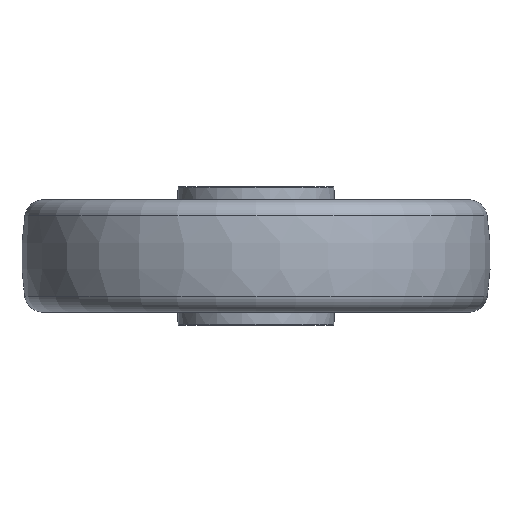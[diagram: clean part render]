
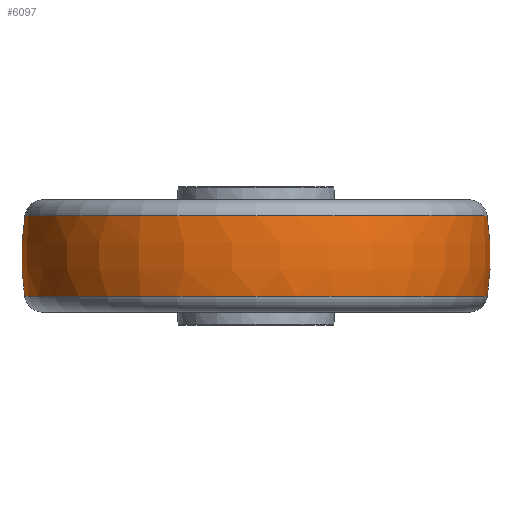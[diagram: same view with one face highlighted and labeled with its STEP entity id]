
A CAD part, front view. The second image highlights one B-rep face of the part: STEP entity #6097.
In plain terms, the highlighted toroidal (fillet/blend) face has major radius 15 mm and minor radius 140 mm.
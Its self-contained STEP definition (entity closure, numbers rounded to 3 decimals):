
#93 = CARTESIAN_POINT ( 'NONE',  ( 11.243, 6.185, 249.671 ) ) ;
#238 = DIRECTION ( 'NONE',  ( -1., 0., 0. ) ) ;
#507 = DIRECTION ( 'NONE',  ( 0., 0., 1. ) ) ;
#785 = DIRECTION ( 'NONE',  ( 0., 1., 0. ) ) ;
#1094 = CIRCLE ( 'NONE', #1847, 140. ) ;
#1207 = CIRCLE ( 'NONE', #6471, 123.393 ) ;
#1220 = DIRECTION ( 'NONE',  ( 0., 0., 1. ) ) ;
#1544 = CARTESIAN_POINT ( 'NONE',  ( 149.535, 6.185, 271.475 ) ) ;
#1614 = EDGE_CURVE ( 'NONE', #2424, #4323, #2085, .T. ) ;
#1847 = AXIS2_PLACEMENT_3D ( 'NONE', #2983, #785, #238 ) ;
#2085 = CIRCLE ( 'NONE', #6229, 123.292 ) ;
#2106 = CARTESIAN_POINT ( 'NONE',  ( 26.243, 6.185, 228.517 ) ) ;
#2328 = CARTESIAN_POINT ( 'NONE',  ( 26.243, 6.185, 249.671 ) ) ;
#2424 = VERTEX_POINT ( 'NONE', #5317 ) ;
#2574 = CIRCLE ( 'NONE', #6249, 140. ) ;
#2684 = ORIENTED_EDGE ( 'NONE', *, *, #7268, .T. ) ;
#2725 = CARTESIAN_POINT ( 'NONE',  ( -97.149, 6.185, 228.517 ) ) ;
#2959 = TOROIDAL_SURFACE ( 'NONE', #6236, -15., 140. ) ;
#2983 = CARTESIAN_POINT ( 'NONE',  ( 41.243, 6.185, 249.671 ) ) ;
#3359 = DIRECTION ( 'NONE',  ( 1., 0., 0. ) ) ;
#3404 = EDGE_CURVE ( 'NONE', #4415, #2424, #1094, .T. ) ;
#3649 = VERTEX_POINT ( 'NONE', #6641 ) ;
#3903 = FACE_OUTER_BOUND ( 'NONE', #6912, .T. ) ;
#3923 = CARTESIAN_POINT ( 'NONE',  ( 26.243, 6.185, 271.475 ) ) ;
#4323 = VERTEX_POINT ( 'NONE', #1544 ) ;
#4415 = VERTEX_POINT ( 'NONE', #2725 ) ;
#4440 = EDGE_CURVE ( 'NONE', #4415, #3649, #1207, .T. ) ;
#4653 = DIRECTION ( 'NONE',  ( 0., 0., -1. ) ) ;
#5317 = CARTESIAN_POINT ( 'NONE',  ( -97.048, 6.185, 271.475 ) ) ;
#5713 = DIRECTION ( 'NONE',  ( 1., 0., 0. ) ) ;
#5782 = ORIENTED_EDGE ( 'NONE', *, *, #4440, .T. ) ;
#6097 = ADVANCED_FACE ( 'NONE', ( #3903 ), #2959, .T. ) ;
#6120 = DIRECTION ( 'NONE',  ( 0., 0., 1. ) ) ;
#6229 = AXIS2_PLACEMENT_3D ( 'NONE', #3923, #507, #3359 ) ;
#6236 = AXIS2_PLACEMENT_3D ( 'NONE', #2328, #1220, #5713 ) ;
#6249 = AXIS2_PLACEMENT_3D ( 'NONE', #93, #6946, #4653 ) ;
#6338 = ORIENTED_EDGE ( 'NONE', *, *, #3404, .F. ) ;
#6432 = ORIENTED_EDGE ( 'NONE', *, *, #1614, .F. ) ;
#6471 = AXIS2_PLACEMENT_3D ( 'NONE', #2106, #6120, #6716 ) ;
#6641 = CARTESIAN_POINT ( 'NONE',  ( 149.636, 6.185, 228.517 ) ) ;
#6716 = DIRECTION ( 'NONE',  ( 1., 0., 0. ) ) ;
#6912 = EDGE_LOOP ( 'NONE', ( #6338, #5782, #2684, #6432 ) ) ;
#6946 = DIRECTION ( 'NONE',  ( 0., -1., 0. ) ) ;
#7268 = EDGE_CURVE ( 'NONE', #3649, #4323, #2574, .T. ) ;
